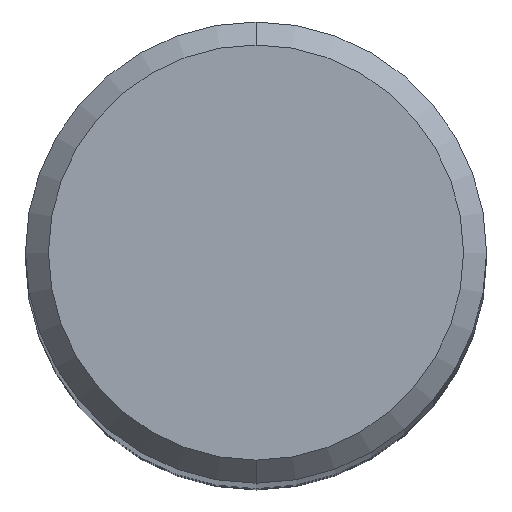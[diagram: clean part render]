
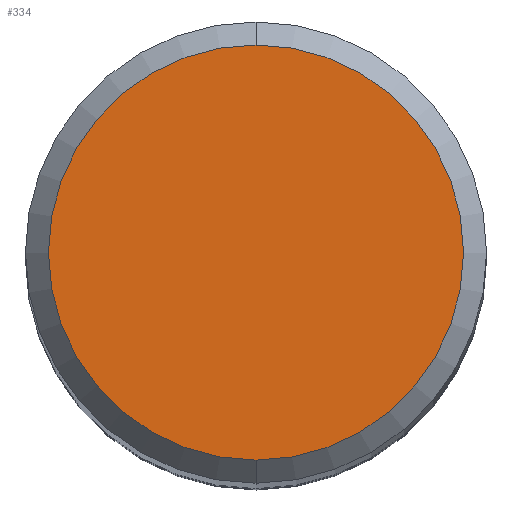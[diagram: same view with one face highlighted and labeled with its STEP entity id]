
A CAD part, top view. The second image highlights one B-rep face of the part: STEP entity #334.
In plain terms, the highlighted planar face has unit normal (0, 0, 1).
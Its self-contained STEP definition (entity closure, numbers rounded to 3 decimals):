
#330=EDGE_CURVE('',#404,#332,#709,.T.);
#332=VERTEX_POINT('',#711);
#334=ADVANCED_FACE('',(#713),#714,.T.);
#368=EDGE_CURVE('',#332,#404,#749,.T.);
#404=VERTEX_POINT('',#791);
#709=CIRCLE('',#1215,3.6);
#711=CARTESIAN_POINT('',(0.0,3.6,0.0));
#713=FACE_OUTER_BOUND('',#1219,.T.);
#714=PLANE('',#1220);
#749=CIRCLE('',#1269,3.6);
#791=CARTESIAN_POINT('',(0.,-3.6,0.0));
#1215=AXIS2_PLACEMENT_3D('',#1851,#1852,#1853);
#1219=EDGE_LOOP('',(#1855,#1856));
#1220=AXIS2_PLACEMENT_3D('',#1857,#1858,#1859);
#1269=AXIS2_PLACEMENT_3D('',#1879,#1880,#1881);
#1851=CARTESIAN_POINT('',(0.0,0.0,0.0));
#1852=DIRECTION('',(0.0,0.0,-1.0));
#1853=DIRECTION('',(0.0,1.0,0.0));
#1855=ORIENTED_EDGE('',*,*,#368,.F.);
#1856=ORIENTED_EDGE('',*,*,#330,.F.);
#1857=CARTESIAN_POINT('',(0.0,1.8,0.0));
#1858=DIRECTION('',(-0.0,0.0,1.0));
#1859=DIRECTION('',(0.0,-1.0,0.0));
#1879=CARTESIAN_POINT('',(0.0,0.0,0.0));
#1880=DIRECTION('',(0.0,0.0,-1.0));
#1881=DIRECTION('',(0.0,1.0,0.0));
